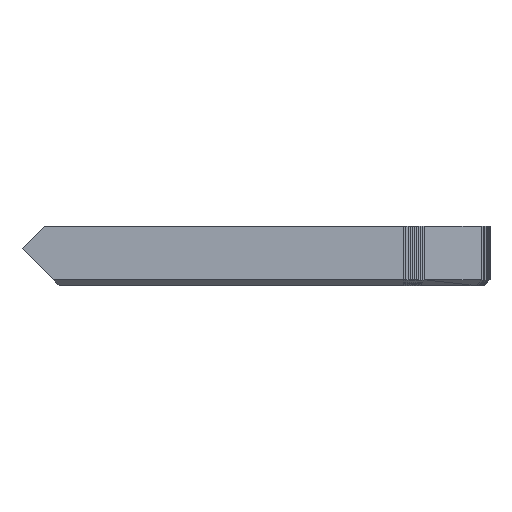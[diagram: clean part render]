
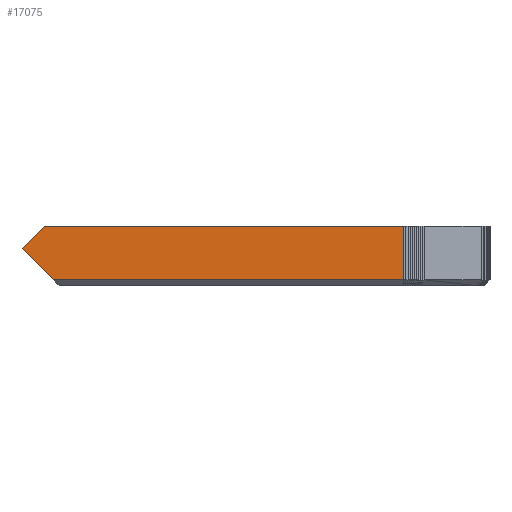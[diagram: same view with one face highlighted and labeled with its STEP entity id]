
A CAD part, front view. The second image highlights one B-rep face of the part: STEP entity #17075.
In plain terms, the highlighted planar face has unit normal (0, -1, 0).
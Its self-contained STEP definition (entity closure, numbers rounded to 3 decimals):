
#936 = VERTEX_POINT('',#937);
#937 = CARTESIAN_POINT('',(193.424,133.803,
    0.4));
#960 = VERTEX_POINT('',#961);
#961 = CARTESIAN_POINT('',(192.824,133.803,4.));
#1005 = EDGE_CURVE('',#936,#1006,#1008,.T.);
#1006 = VERTEX_POINT('',#1007);
#1007 = CARTESIAN_POINT('',(191.324,133.803,2.5));
#1008 = LINE('',#1009,#1010);
#1009 = CARTESIAN_POINT('',(193.424,133.803,
    0.4));
#1010 = VECTOR('',#1011,1.);
#1011 = DIRECTION('',(-0.707,0.,0.707));
#1051 = EDGE_CURVE('',#1006,#960,#1052,.T.);
#1052 = LINE('',#1053,#1054);
#1053 = CARTESIAN_POINT('',(191.324,133.803,2.5));
#1054 = VECTOR('',#1055,1.);
#1055 = DIRECTION('',(0.707,0.,0.707));
#4183 = VERTEX_POINT('',#4184);
#4184 = CARTESIAN_POINT('',(216.996,133.803,
    0.4));
#15054 = EDGE_CURVE('',#15055,#960,#15057,.T.);
#15055 = VERTEX_POINT('',#15056);
#15056 = CARTESIAN_POINT('',(216.996,133.803,4.));
#15057 = LINE('',#15058,#15059);
#15058 = CARTESIAN_POINT('',(216.996,133.803,4.));
#15059 = VECTOR('',#15060,1.);
#15060 = DIRECTION('',(-1.,0.,0.));
#17075 = ADVANCED_FACE('',(#17076),#17093,.T.);
#17076 = FACE_BOUND('',#17077,.T.);
#17077 = EDGE_LOOP('',(#17078,#17079,#17080,#17086,#17092));
#17078 = ORIENTED_EDGE('',*,*,#1051,.F.);
#17079 = ORIENTED_EDGE('',*,*,#1005,.F.);
#17080 = ORIENTED_EDGE('',*,*,#17081,.F.);
#17081 = EDGE_CURVE('',#4183,#936,#17082,.T.);
#17082 = LINE('',#17083,#17084);
#17083 = CARTESIAN_POINT('',(216.996,133.803,
    0.4));
#17084 = VECTOR('',#17085,1.);
#17085 = DIRECTION('',(-1.,0.,0.));
#17086 = ORIENTED_EDGE('',*,*,#17087,.T.);
#17087 = EDGE_CURVE('',#4183,#15055,#17088,.T.);
#17088 = LINE('',#17089,#17090);
#17089 = CARTESIAN_POINT('',(216.996,133.803,
    0.4));
#17090 = VECTOR('',#17091,1.);
#17091 = DIRECTION('',(0.,0.,1.));
#17092 = ORIENTED_EDGE('',*,*,#15054,.T.);
#17093 = PLANE('',#17094);
#17094 = AXIS2_PLACEMENT_3D('',#17095,#17096,#17097);
#17095 = CARTESIAN_POINT('',(204.664,133.803,
    2.219));
#17096 = DIRECTION('',(-0.,-1.,-0.));
#17097 = DIRECTION('',(0.,0.,-1.));
